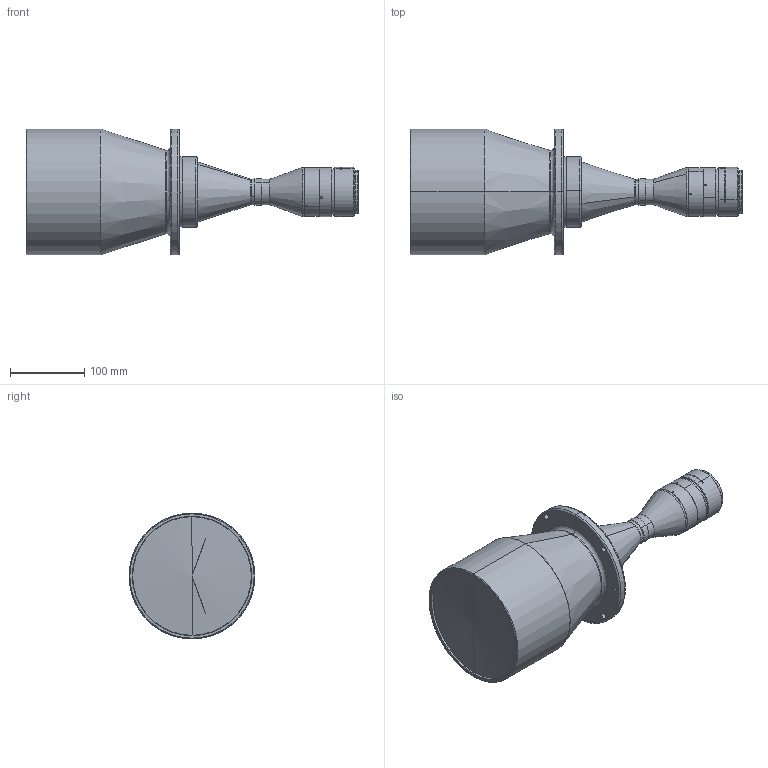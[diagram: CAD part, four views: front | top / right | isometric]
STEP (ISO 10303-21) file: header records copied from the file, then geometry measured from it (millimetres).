
FILE_DESCRIPTION (( 'STEP AP203' ), '1' );
FILE_NAME ('DTCM210-136-M58-AL.STEP', '2019-07-09T10:00:08', ( '' ), ( '' ), 'SwSTEP 2.0', 'SolidWorks 2017', '' );
FILE_SCHEMA (( 'CONFIG_CONTROL_DESIGN' ));
Length unit declared in the file: millimetre
Products named in the file (1): DTCM210-136-M58-AL
Bounding box: 446.02 x 169 x 169 mm (x, y, z)
Volume: 4633883.4 mm3; surface area: 207095.5 mm2
Topology: 1 solids, 2 shells, 167 faces, 392 edges, 242 vertices
Faces by surface type: cylinder 75, cone 52, plane 24, bspline 16
Entity records: 6021 total; most frequent: CARTESIAN_POINT 2138, DIRECTION 824, ORIENTED_EDGE 776, EDGE_CURVE 388, AXIS2_PLACEMENT_3D 342, VERTEX_POINT 242, EDGE_LOOP 202, CIRCLE 190
